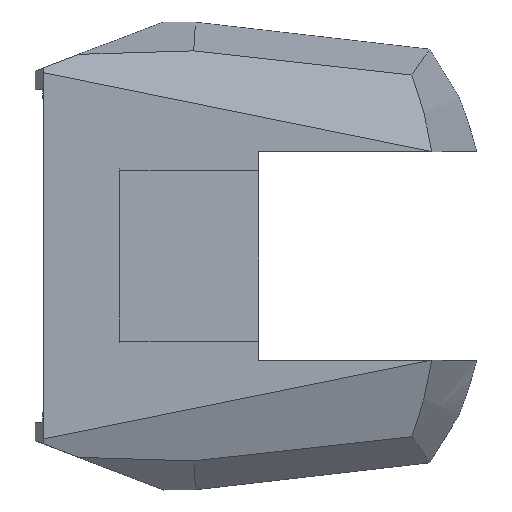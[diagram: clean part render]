
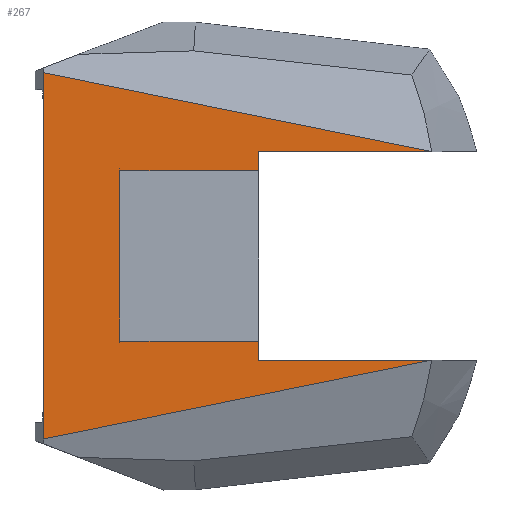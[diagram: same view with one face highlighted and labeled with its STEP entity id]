
A CAD part, top view. The second image highlights one B-rep face of the part: STEP entity #267.
In plain terms, the highlighted planar face has unit normal (0, 0, 1).
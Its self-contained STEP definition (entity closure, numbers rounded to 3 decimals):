
#75 = ORIENTED_EDGE ( 'NONE', *, *, #651, .F. ) ;
#84 = CARTESIAN_POINT ( 'NONE',  ( 50., -26.301, 30. ) ) ;
#100 = ORIENTED_EDGE ( 'NONE', *, *, #1182, .T. ) ;
#125 = EDGE_CURVE ( 'NONE', #2436, #1783, #311, .T. ) ;
#141 = CARTESIAN_POINT ( 'NONE',  ( -28.699, 21.5, 30. ) ) ;
#160 = LINE ( 'NONE', #539, #321 ) ;
#162 = DIRECTION ( 'NONE',  ( 1., 0., 0. ) ) ;
#179 = DIRECTION ( 'NONE',  ( -1., 0., 0. ) ) ;
#195 = CARTESIAN_POINT ( 'NONE',  ( 6.301, -26.301, 30. ) ) ;
#197 = FACE_OUTER_BOUND ( 'NONE', #1968, .T. ) ;
#202 = ORIENTED_EDGE ( 'NONE', *, *, #2029, .F. ) ;
#221 = ORIENTED_EDGE ( 'NONE', *, *, #447, .F. ) ;
#267 = ADVANCED_FACE ( 'NONE', ( #197 ), #2251, .T. ) ;
#268 = VECTOR ( 'NONE', #304, 1000. ) ;
#304 = DIRECTION ( 'NONE',  ( 0., -1., 0. ) ) ;
#311 = LINE ( 'NONE', #1068, #711 ) ;
#321 = VECTOR ( 'NONE', #2431, 1000. ) ;
#324 = VERTEX_POINT ( 'NONE', #1365 ) ;
#415 = LINE ( 'NONE', #1568, #2293 ) ;
#434 = DIRECTION ( 'NONE',  ( 0., -1., 0. ) ) ;
#436 = ORIENTED_EDGE ( 'NONE', *, *, #1544, .F. ) ;
#443 = CARTESIAN_POINT ( 'NONE',  ( -50., 46.63, 30. ) ) ;
#447 = EDGE_CURVE ( 'NONE', #1840, #324, #1045, .T. ) ;
#456 = ORIENTED_EDGE ( 'NONE', *, *, #1469, .T. ) ;
#539 = CARTESIAN_POINT ( 'NONE',  ( -28.699, 21.5, 30. ) ) ;
#545 = LINE ( 'NONE', #1274, #1539 ) ;
#651 = EDGE_CURVE ( 'NONE', #1680, #1965, #1231, .T. ) ;
#678 = DIRECTION ( 'NONE',  ( -0.98, -0.199, 0. ) ) ;
#711 = VECTOR ( 'NONE', #863, 1000. ) ;
#770 = EDGE_CURVE ( 'NONE', #1463, #1210, #1776, .T. ) ;
#863 = DIRECTION ( 'NONE',  ( 1., 0., 0. ) ) ;
#867 = VECTOR ( 'NONE', #2142, 1000. ) ;
#883 = ORIENTED_EDGE ( 'NONE', *, *, #125, .F. ) ;
#901 = VECTOR ( 'NONE', #179, 1000. ) ;
#913 = CARTESIAN_POINT ( 'NONE',  ( 6.301, 21.5, 30. ) ) ;
#933 = CARTESIAN_POINT ( 'NONE',  ( 0., 26.301, 30. ) ) ;
#971 = CARTESIAN_POINT ( 'NONE',  ( 6.301, -26.301, 30. ) ) ;
#1001 = CARTESIAN_POINT ( 'NONE',  ( 50., 26.301, 30. ) ) ;
#1045 = LINE ( 'NONE', #84, #1873 ) ;
#1068 = CARTESIAN_POINT ( 'NONE',  ( -28.699, -21.5, 30. ) ) ;
#1131 = CARTESIAN_POINT ( 'NONE',  ( 6.301, 26.301, 30. ) ) ;
#1145 = ORIENTED_EDGE ( 'NONE', *, *, #1732, .F. ) ;
#1182 = EDGE_CURVE ( 'NONE', #1840, #2173, #415, .T. ) ;
#1192 = CARTESIAN_POINT ( 'NONE',  ( 6.301, -21.5, 30. ) ) ;
#1210 = VERTEX_POINT ( 'NONE', #1001 ) ;
#1231 = LINE ( 'NONE', #1983, #268 ) ;
#1274 = CARTESIAN_POINT ( 'NONE',  ( -28.699, 21.5, 30. ) ) ;
#1280 = DIRECTION ( 'NONE',  ( 0., 0., 1. ) ) ;
#1290 = VECTOR ( 'NONE', #434, 1000. ) ;
#1297 = CARTESIAN_POINT ( 'NONE',  ( -47.902, 0., 30. ) ) ;
#1338 = VERTEX_POINT ( 'NONE', #141 ) ;
#1365 = CARTESIAN_POINT ( 'NONE',  ( -47.902, -46.204, 30. ) ) ;
#1463 = VERTEX_POINT ( 'NONE', #1478 ) ;
#1469 = EDGE_CURVE ( 'NONE', #1463, #324, #1656, .T. ) ;
#1471 = CARTESIAN_POINT ( 'NONE',  ( -28.699, -21.5, 30. ) ) ;
#1478 = CARTESIAN_POINT ( 'NONE',  ( -47.902, 46.204, 30. ) ) ;
#1539 = VECTOR ( 'NONE', #2026, 1000. ) ;
#1541 = VECTOR ( 'NONE', #2433, 1000. ) ;
#1544 = EDGE_CURVE ( 'NONE', #1210, #1680, #1693, .T. ) ;
#1568 = CARTESIAN_POINT ( 'NONE',  ( 0., -26.301, 30. ) ) ;
#1656 = LINE ( 'NONE', #1297, #1541 ) ;
#1680 = VERTEX_POINT ( 'NONE', #1131 ) ;
#1688 = LINE ( 'NONE', #971, #1290 ) ;
#1693 = LINE ( 'NONE', #933, #901 ) ;
#1732 = EDGE_CURVE ( 'NONE', #1783, #2173, #1688, .T. ) ;
#1776 = LINE ( 'NONE', #443, #867 ) ;
#1783 = VERTEX_POINT ( 'NONE', #1192 ) ;
#1800 = CARTESIAN_POINT ( 'NONE',  ( 50., -26.301, 30. ) ) ;
#1840 = VERTEX_POINT ( 'NONE', #1800 ) ;
#1873 = VECTOR ( 'NONE', #678, 1000. ) ;
#1931 = DIRECTION ( 'NONE',  ( -1., 0., 0. ) ) ;
#1965 = VERTEX_POINT ( 'NONE', #913 ) ;
#1968 = EDGE_LOOP ( 'NONE', ( #1995, #456, #221, #100, #1145, #883, #202, #2100, #75, #436 ) ) ;
#1983 = CARTESIAN_POINT ( 'NONE',  ( 6.301, -26.301, 30. ) ) ;
#1995 = ORIENTED_EDGE ( 'NONE', *, *, #770, .F. ) ;
#2026 = DIRECTION ( 'NONE',  ( 1., 0., 0. ) ) ;
#2029 = EDGE_CURVE ( 'NONE', #1338, #2436, #160, .T. ) ;
#2096 = AXIS2_PLACEMENT_3D ( 'NONE', #2243, #1280, #162 ) ;
#2100 = ORIENTED_EDGE ( 'NONE', *, *, #2344, .T. ) ;
#2142 = DIRECTION ( 'NONE',  ( 0.98, -0.199, 0. ) ) ;
#2173 = VERTEX_POINT ( 'NONE', #195 ) ;
#2243 = CARTESIAN_POINT ( 'NONE',  ( 0., 0., 30. ) ) ;
#2251 = PLANE ( 'NONE',  #2096 ) ;
#2293 = VECTOR ( 'NONE', #1931, 1000. ) ;
#2344 = EDGE_CURVE ( 'NONE', #1338, #1965, #545, .T. ) ;
#2431 = DIRECTION ( 'NONE',  ( 0., -1., 0. ) ) ;
#2433 = DIRECTION ( 'NONE',  ( 0., -1., 0. ) ) ;
#2436 = VERTEX_POINT ( 'NONE', #1471 ) ;
